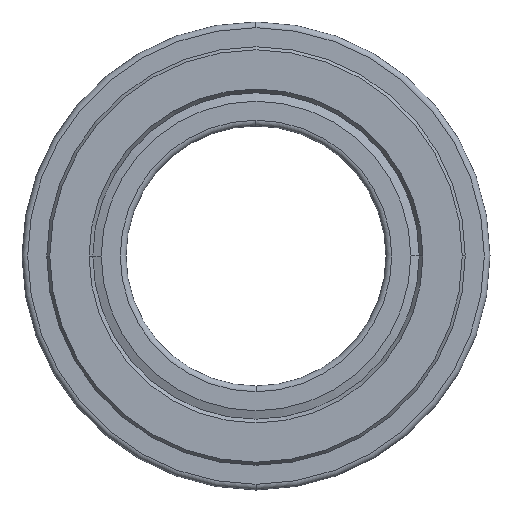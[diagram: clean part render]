
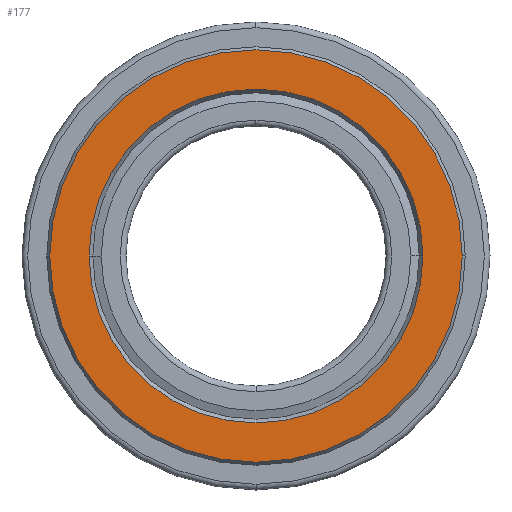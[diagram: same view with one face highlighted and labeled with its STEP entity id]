
A CAD part, left-side view. The second image highlights one B-rep face of the part: STEP entity #177.
In plain terms, the highlighted planar face has unit normal (-1, 0, 0).
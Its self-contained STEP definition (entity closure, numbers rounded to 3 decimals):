
#177=ADVANCED_FACE('',(#395,#396),#397,.T.);
#395=FACE_OUTER_BOUND('',#642,.T.);
#396=FACE_BOUND('',#643,.T.);
#397=PLANE('',#644);
#642=EDGE_LOOP('',(#1434,#1435));
#643=EDGE_LOOP('',(#1436,#1437));
#644=AXIS2_PLACEMENT_3D('',#1438,#1439,#1440);
#1434=ORIENTED_EDGE('',*,*,#1826,.F.);
#1435=ORIENTED_EDGE('',*,*,#1856,.F.);
#1436=ORIENTED_EDGE('',*,*,#1855,.T.);
#1437=ORIENTED_EDGE('',*,*,#1829,.T.);
#1438=CARTESIAN_POINT('',(0.,35.876,0.0));
#1439=DIRECTION('',(-1.0,0.0,0.0));
#1440=DIRECTION('',(0.0,-1.0,0.0));
#1826=EDGE_CURVE('',#2245,#2247,#2248,.T.);
#1829=EDGE_CURVE('',#2253,#2250,#2254,.T.);
#1855=EDGE_CURVE('',#2250,#2253,#2293,.T.);
#1856=EDGE_CURVE('',#2247,#2245,#2294,.T.);
#2245=VERTEX_POINT('',#2946);
#2247=VERTEX_POINT('',#2949);
#2248=CIRCLE('',#2950,39.651);
#2250=VERTEX_POINT('',#2953);
#2253=VERTEX_POINT('',#2957);
#2254=CIRCLE('',#2958,32.102);
#2293=CIRCLE('',#3008,32.102);
#2294=CIRCLE('',#3009,39.651);
#2946=CARTESIAN_POINT('',(0.,39.651,0.0));
#2949=CARTESIAN_POINT('',(0.,-39.651,0.));
#2950=AXIS2_PLACEMENT_3D('',#3625,#3626,#3627);
#2953=CARTESIAN_POINT('',(0.,32.102,0.0));
#2957=CARTESIAN_POINT('',(0.,-32.102,0.));
#2958=AXIS2_PLACEMENT_3D('',#3630,#3631,#3632);
#3008=AXIS2_PLACEMENT_3D('',#3686,#3687,#3688);
#3009=AXIS2_PLACEMENT_3D('',#3689,#3690,#3691);
#3625=CARTESIAN_POINT('',(0.,0.0,0.0));
#3626=DIRECTION('',(1.0,0.0,0.0));
#3627=DIRECTION('',(0.0,1.0,0.0));
#3630=CARTESIAN_POINT('',(0.,0.0,0.0));
#3631=DIRECTION('',(1.0,0.0,0.0));
#3632=DIRECTION('',(0.0,1.0,0.0));
#3686=CARTESIAN_POINT('',(0.,0.0,0.0));
#3687=DIRECTION('',(1.0,0.0,0.0));
#3688=DIRECTION('',(0.0,1.0,0.0));
#3689=CARTESIAN_POINT('',(0.,0.0,0.0));
#3690=DIRECTION('',(1.0,0.0,0.0));
#3691=DIRECTION('',(0.0,1.0,0.0));
